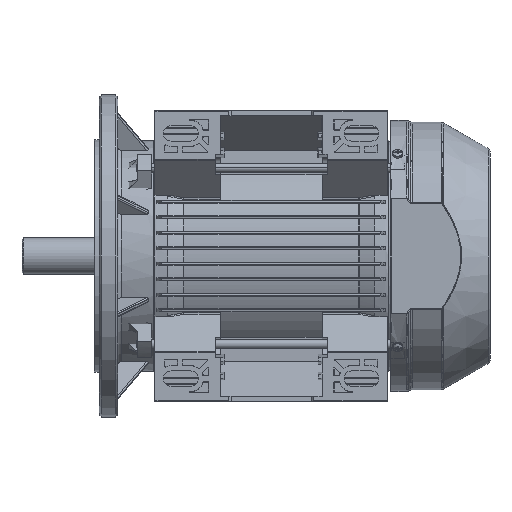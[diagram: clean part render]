
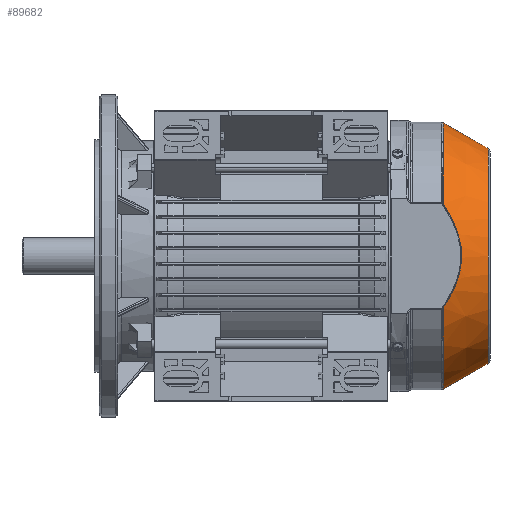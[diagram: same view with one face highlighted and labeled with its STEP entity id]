
A CAD part, front view. The second image highlights one B-rep face of the part: STEP entity #89682.
In plain terms, the highlighted conical face has half-angle 29.578 degrees and reference radius 82.5 mm.
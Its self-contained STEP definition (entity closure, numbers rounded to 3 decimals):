
#1671 = ORIENTED_EDGE ( 'NONE', *, *, #133577, .F. ) ;
#2169 = VERTEX_POINT ( 'NONE', #106493 ) ;
#3548 = DIRECTION ( 'NONE',  ( -0.87, 0., -0.494 ) ) ;
#7147 = DIRECTION ( 'NONE',  ( 0., 0., -1. ) ) ;
#9645 = B_SPLINE_CURVE_WITH_KNOTS ( 'NONE', 3,
 ( #82397, #110265, #45154, #109398, #163418, #176944, #165172, #107631, #162517, #13038, #39204, #53582, #83307, #14805, #67990, #94150, #80645, #108517, #41868, #122836, #137243, #95921, #96803, #148990, #135461, #40113, #54474, #164300, #40983, #28343, #150719, #13938 ),
 .UNSPECIFIED., .F., .F.,
 ( 4, 2, 2, 2, 2, 2, 2, 2, 2, 2, 2, 2, 2, 2, 2, 4 ),
 ( 0., 0.011, 0.022, 0.024, 0.027, 0.033, 0.038, 0.041, 0.043, 0.054, 0.06, 0.062, 0.065, 0.07, 0.076, 0.087 ),
 .UNSPECIFIED. ) ;
#13038 = CARTESIAN_POINT ( 'NONE',  ( 53.226, -94.93, 14.352 ) ) ;
#13938 = CARTESIAN_POINT ( 'NONE',  ( 40.689, -94.9, -40.317 ) ) ;
#14805 = CARTESIAN_POINT ( 'NONE',  ( 54.904, -94.934, 4.585 ) ) ;
#15581 = AXIS2_PLACEMENT_3D ( 'NONE', #157916, #71613, #169689 ) ;
#20989 = CIRCLE ( 'NONE', #15581, 103.109 ) ;
#27243 = ORIENTED_EDGE ( 'NONE', *, *, #77658, .T. ) ;
#27638 = EDGE_LOOP ( 'NONE', ( #1671, #49417, #61605, #122223, #27243, #118341 ) ) ;
#28343 = CARTESIAN_POINT ( 'NONE',  ( 44.67, -94.909, -34.235 ) ) ;
#31140 = CIRCLE ( 'NONE', #77197, 103.109 ) ;
#31723 = VERTEX_POINT ( 'NONE', #61666 ) ;
#36443 = AXIS2_PLACEMENT_3D ( 'NONE', #77149, #76243, #37511 ) ;
#37511 = DIRECTION ( 'NONE',  ( 0., 0., 1. ) ) ;
#39204 = CARTESIAN_POINT ( 'NONE',  ( 53.659, -94.931, 12.602 ) ) ;
#40113 = CARTESIAN_POINT ( 'NONE',  ( 50.351, -94.923, -22.871 ) ) ;
#40983 = CARTESIAN_POINT ( 'NONE',  ( 47.275, -94.915, -29.461 ) ) ;
#41868 = CARTESIAN_POINT ( 'NONE',  ( 54.729, -94.934, -7.18 ) ) ;
#45154 = CARTESIAN_POINT ( 'NONE',  ( 44.661, -94.909, 34.249 ) ) ;
#45785 = EDGE_CURVE ( 'NONE', #173893, #31723, #72091, .T. ) ;
#49417 = ORIENTED_EDGE ( 'NONE', *, *, #45785, .T. ) ;
#53582 = CARTESIAN_POINT ( 'NONE',  ( 54.361, -94.933, 9.069 ) ) ;
#54474 = CARTESIAN_POINT ( 'NONE',  ( 49.635, -94.921, -24.55 ) ) ;
#55256 = EDGE_CURVE ( 'NONE', #109270, #2169, #31140, .T. ) ;
#61605 = ORIENTED_EDGE ( 'NONE', *, *, #93729, .T. ) ;
#61666 = CARTESIAN_POINT ( 'NONE',  ( 75.481, 0., 83.362 ) ) ;
#65384 = FACE_OUTER_BOUND ( 'NONE', #27638, .T. ) ;
#67990 = CARTESIAN_POINT ( 'NONE',  ( 54.974, -94.935, 3.68 ) ) ;
#71613 = DIRECTION ( 'NONE',  ( 1., 0., 0. ) ) ;
#72091 = CIRCLE ( 'NONE', #172751, 83.362 ) ;
#76243 = DIRECTION ( 'NONE',  ( -1., 0., 0. ) ) ;
#77149 = CARTESIAN_POINT ( 'NONE',  ( 77., 0., 0. ) ) ;
#77197 = AXIS2_PLACEMENT_3D ( 'NONE', #116952, #154834, #7147 ) ;
#77658 = EDGE_CURVE ( 'NONE', #2169, #141385, #9645, .T. ) ;
#80645 = CARTESIAN_POINT ( 'NONE',  ( 55.09, -94.935, 0.946 ) ) ;
#82397 = CARTESIAN_POINT ( 'NONE',  ( 40.689, -94.9, 40.317 ) ) ;
#83307 = CARTESIAN_POINT ( 'NONE',  ( 54.631, -94.934, 7.286 ) ) ;
#83835 = CARTESIAN_POINT ( 'NONE',  ( 77., 0., -82.5 ) ) ;
#85940 = VECTOR ( 'NONE', #171429, 1000. ) ;
#89682 = ADVANCED_FACE ( 'NONE', ( #65384 ), #125449, .T. ) ;
#92222 = CARTESIAN_POINT ( 'NONE',  ( 77., 0., 82.5 ) ) ;
#93729 = EDGE_CURVE ( 'NONE', #31723, #109270, #144350, .T. ) ;
#94150 = CARTESIAN_POINT ( 'NONE',  ( 55.067, -94.935, 1.861 ) ) ;
#95921 = CARTESIAN_POINT ( 'NONE',  ( 52.491, -94.928, -16.863 ) ) ;
#96803 = CARTESIAN_POINT ( 'NONE',  ( 52.217, -94.927, -17.733 ) ) ;
#96808 = CARTESIAN_POINT ( 'NONE',  ( 40.689, -94.9, -40.317 ) ) ;
#106493 = CARTESIAN_POINT ( 'NONE',  ( 40.689, -94.9, 40.317 ) ) ;
#107055 = EDGE_CURVE ( 'NONE', #141385, #141170, #20989, .T. ) ;
#107631 = CARTESIAN_POINT ( 'NONE',  ( 52.19, -94.927, 17.818 ) ) ;
#108517 = CARTESIAN_POINT ( 'NONE',  ( 55.094, -94.935, -3.597 ) ) ;
#109270 = VERTEX_POINT ( 'NONE', #127713 ) ;
#109398 = CARTESIAN_POINT ( 'NONE',  ( 48.123, -94.917, 27.91 ) ) ;
#110265 = CARTESIAN_POINT ( 'NONE',  ( 42.746, -94.905, 37.32 ) ) ;
#113629 = VECTOR ( 'NONE', #3548, 1000. ) ;
#116952 = CARTESIAN_POINT ( 'NONE',  ( 40.689, 0., 0. ) ) ;
#118341 = ORIENTED_EDGE ( 'NONE', *, *, #107055, .T. ) ;
#122223 = ORIENTED_EDGE ( 'NONE', *, *, #55256, .T. ) ;
#122836 = CARTESIAN_POINT ( 'NONE',  ( 53.685, -94.931, -12.486 ) ) ;
#124016 = CARTESIAN_POINT ( 'NONE',  ( 75.481, 0., -83.362 ) ) ;
#125449 = CONICAL_SURFACE ( 'NONE', #36443, 82.5, 0.516 ) ;
#126904 = LINE ( 'NONE', #83835, #113629 ) ;
#127713 = CARTESIAN_POINT ( 'NONE',  ( 40.689, 0., 103.109 ) ) ;
#133577 = EDGE_CURVE ( 'NONE', #173893, #141170, #126904, .T. ) ;
#135461 = CARTESIAN_POINT ( 'NONE',  ( 51.326, -94.925, -20.318 ) ) ;
#137243 = CARTESIAN_POINT ( 'NONE',  ( 53.254, -94.93, -14.243 ) ) ;
#141170 = VERTEX_POINT ( 'NONE', #163327 ) ;
#141385 = VERTEX_POINT ( 'NONE', #96808 ) ;
#143585 = DIRECTION ( 'NONE',  ( 0., 0., -1. ) ) ;
#144350 = LINE ( 'NONE', #92222, #85940 ) ;
#144448 = DIRECTION ( 'NONE',  ( -1., 0., 0. ) ) ;
#148990 = CARTESIAN_POINT ( 'NONE',  ( 51.635, -94.926, -19.461 ) ) ;
#150719 = CARTESIAN_POINT ( 'NONE',  ( 42.749, -94.905, -37.315 ) ) ;
#154834 = DIRECTION ( 'NONE',  ( 1., 0., 0. ) ) ;
#156174 = CARTESIAN_POINT ( 'NONE',  ( 75.481, 0., 0. ) ) ;
#157916 = CARTESIAN_POINT ( 'NONE',  ( 40.689, 0., 0. ) ) ;
#162517 = CARTESIAN_POINT ( 'NONE',  ( 52.463, -94.928, 16.954 ) ) ;
#163327 = CARTESIAN_POINT ( 'NONE',  ( 40.689, 0., -103.109 ) ) ;
#163418 = CARTESIAN_POINT ( 'NONE',  ( 49.67, -94.921, 24.643 ) ) ;
#164300 = CARTESIAN_POINT ( 'NONE',  ( 48.097, -94.917, -27.844 ) ) ;
#165172 = CARTESIAN_POINT ( 'NONE',  ( 51.607, -94.926, 19.537 ) ) ;
#169689 = DIRECTION ( 'NONE',  ( 0., 0., -1. ) ) ;
#171429 = DIRECTION ( 'NONE',  ( -0.87, 0., 0.494 ) ) ;
#172751 = AXIS2_PLACEMENT_3D ( 'NONE', #156174, #144448, #143585 ) ;
#173893 = VERTEX_POINT ( 'NONE', #124016 ) ;
#176944 = CARTESIAN_POINT ( 'NONE',  ( 51.297, -94.925, 20.395 ) ) ;
